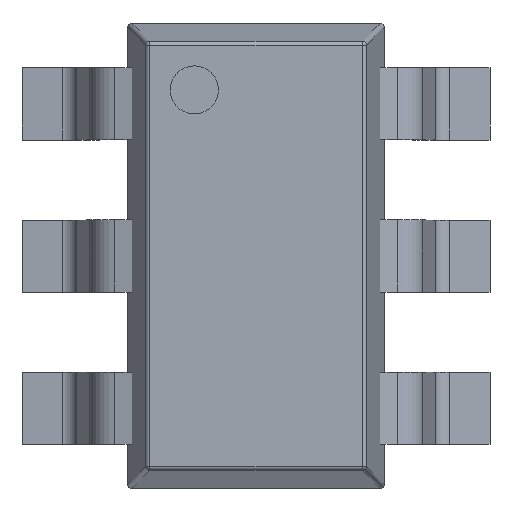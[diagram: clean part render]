
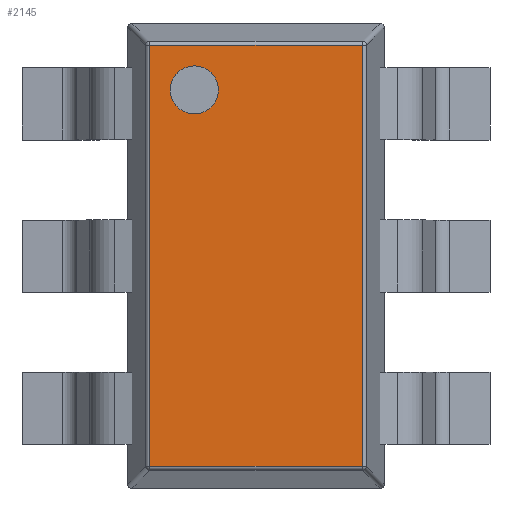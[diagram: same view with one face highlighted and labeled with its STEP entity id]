
A CAD part, top view. The second image highlights one B-rep face of the part: STEP entity #2145.
In plain terms, the highlighted planar face has unit normal (0, 0, 1).
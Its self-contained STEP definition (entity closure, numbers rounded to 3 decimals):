
#92=FACE_BOUND('',#328,.T.);
#105=PLANE('',#2307);
#210=FACE_OUTER_BOUND('',#327,.T.);
#327=EDGE_LOOP('',(#1623,#1624,#1625,#1626));
#328=EDGE_LOOP('',(#1627));
#435=CIRCLE('',#2308,0.15);
#530=LINE('',#3557,#745);
#532=LINE('',#3564,#747);
#534=LINE('',#3567,#749);
#536=LINE('',#3570,#751);
#745=VECTOR('',#2603,10.);
#747=VECTOR('',#2613,10.);
#749=VECTOR('',#2617,10.);
#751=VECTOR('',#2621,10.);
#990=VERTEX_POINT('',#3545);
#991=VERTEX_POINT('',#3549);
#992=VERTEX_POINT('',#3553);
#993=VERTEX_POINT('',#3559);
#1000=VERTEX_POINT('',#3588);
#1219=EDGE_CURVE('',#992,#990,#530,.T.);
#1223=EDGE_CURVE('',#993,#992,#532,.T.);
#1225=EDGE_CURVE('',#991,#993,#534,.T.);
#1227=EDGE_CURVE('',#990,#991,#536,.T.);
#1237=EDGE_CURVE('',#1000,#1000,#435,.T.);
#1623=ORIENTED_EDGE('',*,*,#1219,.F.);
#1624=ORIENTED_EDGE('',*,*,#1223,.F.);
#1625=ORIENTED_EDGE('',*,*,#1225,.F.);
#1626=ORIENTED_EDGE('',*,*,#1227,.F.);
#1627=ORIENTED_EDGE('',*,*,#1237,.T.);
#2145=ADVANCED_FACE('',(#210,#92),#105,.T.);
#2307=AXIS2_PLACEMENT_3D('',#3587,#2633,#2634);
#2308=AXIS2_PLACEMENT_3D('',#3589,#2635,#2636);
#2603=DIRECTION('',(1.,0.,0.));
#2613=DIRECTION('',(0.,1.,0.));
#2617=DIRECTION('',(-1.,0.,0.));
#2621=DIRECTION('',(0.,-1.,0.));
#2633=DIRECTION('center_axis',(0.,0.,1.));
#2634=DIRECTION('ref_axis',(1.,0.,0.));
#2635=DIRECTION('center_axis',(0.,0.,-1.));
#2636=DIRECTION('ref_axis',(-1.,0.,0.));
#3545=CARTESIAN_POINT('',(0.664,1.314,1.45));
#3549=CARTESIAN_POINT('',(0.664,-1.314,1.45));
#3553=CARTESIAN_POINT('',(-0.664,1.314,1.45));
#3557=CARTESIAN_POINT('',(-0.6,1.314,1.45));
#3559=CARTESIAN_POINT('',(-0.664,-1.314,1.45));
#3564=CARTESIAN_POINT('',(-0.664,0.,1.45));
#3567=CARTESIAN_POINT('',(-0.6,-1.314,1.45));
#3570=CARTESIAN_POINT('',(0.664,0.,1.45));
#3587=CARTESIAN_POINT('Origin',(-0.8,0.,1.45));
#3588=CARTESIAN_POINT('',(-0.235,1.035,1.45));
#3589=CARTESIAN_POINT('Origin',(-0.385,1.035,1.45));
